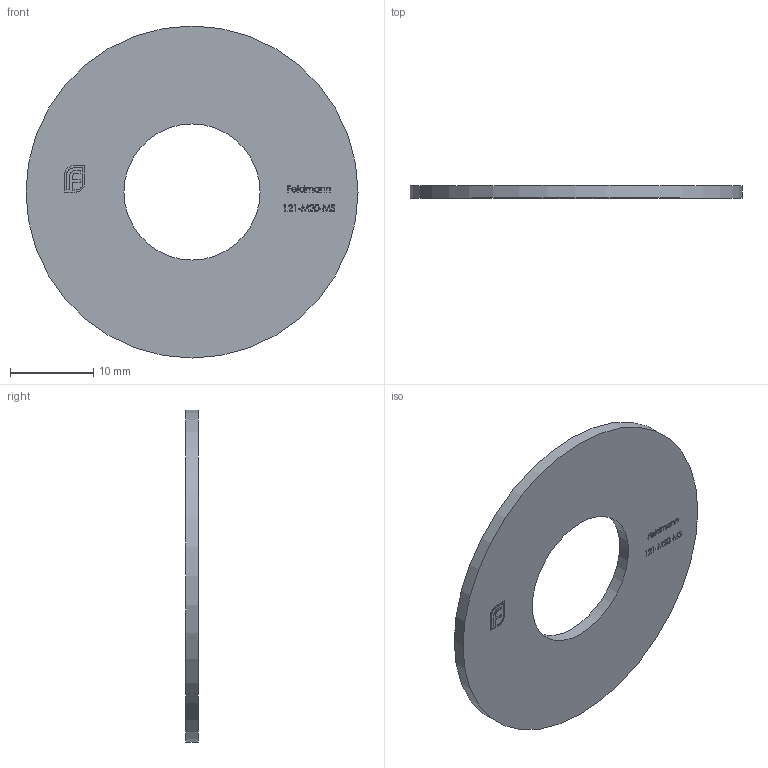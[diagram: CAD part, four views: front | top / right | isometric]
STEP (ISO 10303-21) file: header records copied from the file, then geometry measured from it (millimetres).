
FILE_DESCRIPTION (( 'STEP AP203' ), '1' );
FILE_NAME ('121-M20-MS.step', '2022-07-18T07:21:32', ( '' ), ( '' ), 'SwSTEP 2.0', 'SolidWorks 2018', '' );
FILE_SCHEMA (( 'CONFIG_CONTROL_DESIGN' ));
Length unit declared in the file: millimetre
Products named in the file (1): 121-M20-MS
Bounding box: 40 x 1.5 x 40 mm (x, y, z)
Volume: 1567.5 mm3; surface area: 2365.2 mm2
Topology: 1 solids, 1 shells, 267 faces, 726 edges, 484 vertices
Faces by surface type: plane 161, bspline 104, cylinder 2
Full cylindrical faces by diameter (mm): 16.4 x1, 40 x1
Entity records: 13147 total; most frequent: CARTESIAN_POINT 7036, ORIENTED_EDGE 1448, DIRECTION 848, EDGE_CURVE 724, VECTOR 512, LINE 512, VERTEX_POINT 484, EDGE_LOOP 294
